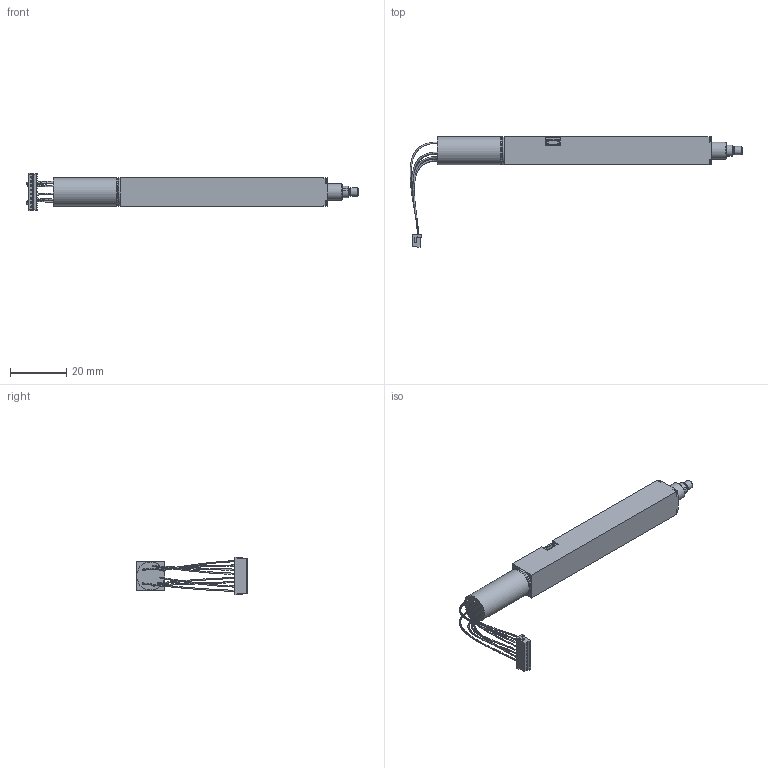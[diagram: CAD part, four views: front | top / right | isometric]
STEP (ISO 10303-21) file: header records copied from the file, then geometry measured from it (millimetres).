
FILE_DESCRIPTION(/* description */ (''),/* implementation_level */ '2;1');
FILE_NAME(/* name */ 'model_product_id68.stp',/* time_stamp */ '2016-08-02T11:45:07+02:00',/* author */ ('SD'),/* organization */ ('Micromotion GmbH Germany'),/* preprocessor_version */ 'ST-DEVELOPER v16.1',/* originating_system */ 'Autodesk Inventor 2016',/* authorisation */ '');
FILE_SCHEMA (('AUTOMOTIVE_DESIGN { 1 0 10303 214 3 1 1 }'));
Length unit declared in the file: millimetre
Products named in the file (1): MLP-10-160-40-ST-SPM0047_Shrinkwrap_2
Bounding box: 118.16 x 39.4 x 13.5 mm (x, y, z)
Volume: 7126.6 mm3; surface area: 7346.5 mm2
Topology: 3 solids, 11 shells, 367 faces, 998 edges, 648 vertices
Faces by surface type: plane 300, cylinder 39, cone 10, bspline 9, torus 9
Full cylindrical faces by diameter (mm): 0.55 x8, 2.2 x1, 3 x1, 6 x1, 7.5 x1, 8 x1, 9.95 x1, 10 x2
Entity records: 12976 total; most frequent: CARTESIAN_POINT 3347, ORIENTED_EDGE 1912, DIRECTION 1800, EDGE_CURVE 964, LINE 778, VECTOR 778, VERTEX_POINT 641, AXIS2_PLACEMENT_3D 511
